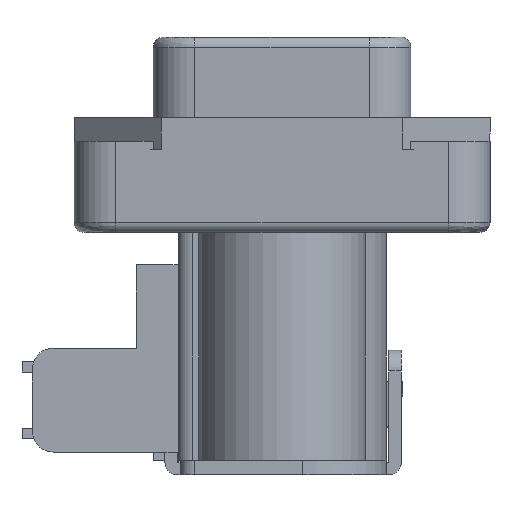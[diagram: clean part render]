
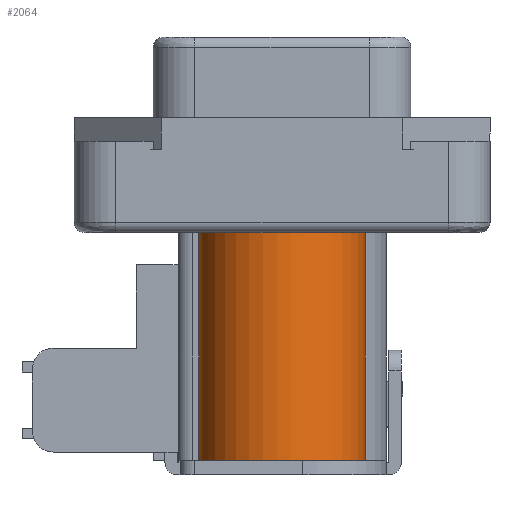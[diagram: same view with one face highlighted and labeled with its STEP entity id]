
A CAD part, left-side view. The second image highlights one B-rep face of the part: STEP entity #2064.
In plain terms, the highlighted cylindrical face has radius 2 mm (diameter 4 mm), a partial arc.
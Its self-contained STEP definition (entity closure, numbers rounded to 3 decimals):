
#79 = ORIENTED_EDGE ( 'NONE', *, *, #2765, .T. ) ;
#922 = EDGE_LOOP ( 'NONE', ( #7315, #79, #7878, #15080 ) ) ;
#1114 = CYLINDRICAL_SURFACE ( 'NONE', #3707, 2. ) ;
#2064 = ADVANCED_FACE ( 'NONE', ( #11705 ), #1114, .T. ) ;
#2365 = VERTEX_POINT ( 'NONE', #4269 ) ;
#2765 = EDGE_CURVE ( 'NONE', #2365, #13384, #11474, .T. ) ;
#2849 = CARTESIAN_POINT ( 'NONE',  ( -7.5, 0., -7.48 ) ) ;
#2866 = DIRECTION ( 'NONE',  ( 0., 0., 1. ) ) ;
#2886 = DIRECTION ( 'NONE',  ( 1., 0., 0. ) ) ;
#3150 = CARTESIAN_POINT ( 'NONE',  ( -5.719, 0.909, -4.74 ) ) ;
#3632 = CARTESIAN_POINT ( 'NONE',  ( -5.677, -0.824, -2. ) ) ;
#3707 = AXIS2_PLACEMENT_3D ( 'NONE', #16562, #16629, #16584 ) ;
#4269 = CARTESIAN_POINT ( 'NONE',  ( -5.719, 0.909, -7.48 ) ) ;
#4671 = EDGE_CURVE ( 'NONE', #6221, #2365, #12475, .T. ) ;
#4937 = DIRECTION ( 'NONE',  ( 0., 0., 1. ) ) ;
#6015 = EDGE_CURVE ( 'NONE', #13384, #7696, #12861, .T. ) ;
#6221 = VERTEX_POINT ( 'NONE', #16583 ) ;
#7315 = ORIENTED_EDGE ( 'NONE', *, *, #4671, .T. ) ;
#7696 = VERTEX_POINT ( 'NONE', #3632 ) ;
#7878 = ORIENTED_EDGE ( 'NONE', *, *, #6015, .T. ) ;
#8455 = VECTOR ( 'NONE', #9425, 1000. ) ;
#9327 = VECTOR ( 'NONE', #12468, 1000. ) ;
#9425 = DIRECTION ( 'NONE',  ( 0., 0., 1. ) ) ;
#10080 = EDGE_CURVE ( 'NONE', #6221, #7696, #14088, .T. ) ;
#10764 = CARTESIAN_POINT ( 'NONE',  ( -5.677, -0.824, -4.74 ) ) ;
#11474 = CIRCLE ( 'NONE', #13773, 2. ) ;
#11705 = FACE_OUTER_BOUND ( 'NONE', #922, .T. ) ;
#12468 = DIRECTION ( 'NONE',  ( 0., 0., -1. ) ) ;
#12475 = LINE ( 'NONE', #3150, #9327 ) ;
#12861 = LINE ( 'NONE', #10764, #8455 ) ;
#12897 = CARTESIAN_POINT ( 'NONE',  ( -7.5, 0., -2. ) ) ;
#13384 = VERTEX_POINT ( 'NONE', #16999 ) ;
#13773 = AXIS2_PLACEMENT_3D ( 'NONE', #2849, #2866, #2886 ) ;
#14088 = CIRCLE ( 'NONE', #14510, 2. ) ;
#14262 = DIRECTION ( 'NONE',  ( 1., 0., 0. ) ) ;
#14510 = AXIS2_PLACEMENT_3D ( 'NONE', #12897, #4937, #14262 ) ;
#15080 = ORIENTED_EDGE ( 'NONE', *, *, #10080, .F. ) ;
#16562 = CARTESIAN_POINT ( 'NONE',  ( -7.5, 0., -2. ) ) ;
#16583 = CARTESIAN_POINT ( 'NONE',  ( -5.719, 0.909, -2. ) ) ;
#16584 = DIRECTION ( 'NONE',  ( 1., 0., 0. ) ) ;
#16629 = DIRECTION ( 'NONE',  ( 0., 0., 1. ) ) ;
#16999 = CARTESIAN_POINT ( 'NONE',  ( -5.677, -0.824, -7.48 ) ) ;
